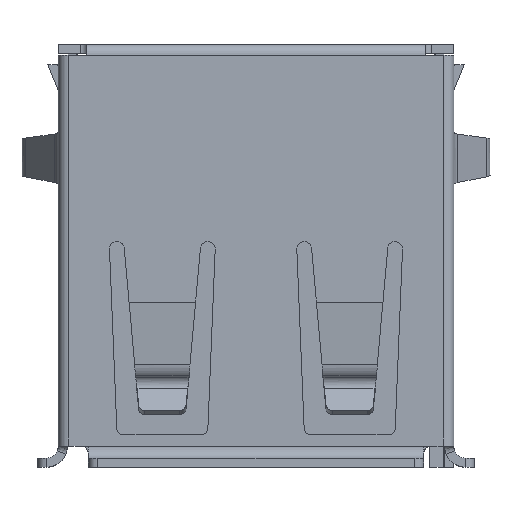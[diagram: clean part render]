
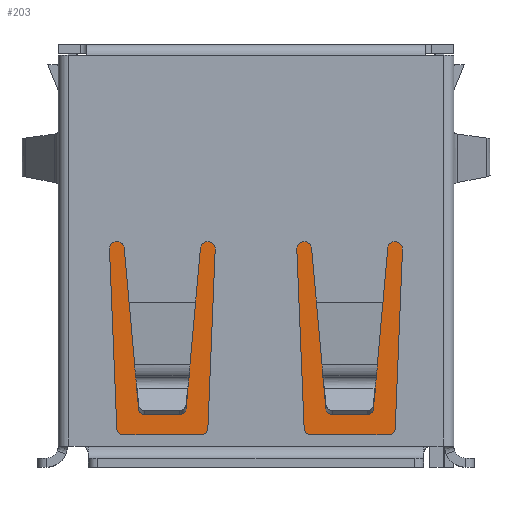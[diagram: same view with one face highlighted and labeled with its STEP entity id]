
A CAD part, top view. The second image highlights one B-rep face of the part: STEP entity #203.
In plain terms, the highlighted planar face has unit normal (0, 0, 1).
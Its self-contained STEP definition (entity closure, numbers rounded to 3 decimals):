
#163 = VERTEX_POINT ( 'NONE', #27977 ) ;
#203 = ADVANCED_FACE ( 'NONE', ( #42501 ), #29078, .T. ) ;
#4306 = EDGE_CURVE ( 'NONE', #163, #18085, #22036, .T. ) ;
#4722 = DIRECTION ( 'NONE',  ( 1., 0., 0. ) ) ;
#6869 = ORIENTED_EDGE ( 'NONE', *, *, #43539, .T. ) ;
#7369 = CARTESIAN_POINT ( 'NONE',  ( 5.35, -6.145, 2.11 ) ) ;
#9859 = LINE ( 'NONE', #24650, #27248 ) ;
#11558 = CARTESIAN_POINT ( 'NONE',  ( -5.35, -6.745, 2.11 ) ) ;
#14509 = DIRECTION ( 'NONE',  ( 0., -1., 0. ) ) ;
#16067 = EDGE_CURVE ( 'NONE', #163, #33347, #17953, .T. ) ;
#17420 = CARTESIAN_POINT ( 'NONE',  ( -5.35, -6.145, 2.11 ) ) ;
#17953 = LINE ( 'NONE', #35226, #40978 ) ;
#18085 = VERTEX_POINT ( 'NONE', #17420 ) ;
#18111 = VECTOR ( 'NONE', #14509, 1000. ) ;
#21572 = ORIENTED_EDGE ( 'NONE', *, *, #4306, .T. ) ;
#22036 = LINE ( 'NONE', #11558, #18111 ) ;
#22269 = CARTESIAN_POINT ( 'NONE',  ( -5.55, -6.745, 2.11 ) ) ;
#22556 = DIRECTION ( 'NONE',  ( 1., 0., 0. ) ) ;
#22725 = DIRECTION ( 'NONE',  ( 1., 0., 0. ) ) ;
#23236 = CARTESIAN_POINT ( 'NONE',  ( 5.35, 1.705, 2.11 ) ) ;
#24650 = CARTESIAN_POINT ( 'NONE',  ( 5.35, -6.745, 2.11 ) ) ;
#25515 = ORIENTED_EDGE ( 'NONE', *, *, #16067, .F. ) ;
#25992 = LINE ( 'NONE', #26437, #35258 ) ;
#26437 = CARTESIAN_POINT ( 'NONE',  ( 5.33, -6.145, 2.11 ) ) ;
#27248 = VECTOR ( 'NONE', #41025, 1000. ) ;
#27527 = EDGE_LOOP ( 'NONE', ( #25515, #21572, #38419, #6869 ) ) ;
#27977 = CARTESIAN_POINT ( 'NONE',  ( -5.35, 1.705, 2.11 ) ) ;
#29078 = PLANE ( 'NONE',  #29082 ) ;
#29082 = AXIS2_PLACEMENT_3D ( 'NONE', #22269, #32718, #22725 ) ;
#32718 = DIRECTION ( 'NONE',  ( 0., 0., 1. ) ) ;
#33347 = VERTEX_POINT ( 'NONE', #23236 ) ;
#35226 = CARTESIAN_POINT ( 'NONE',  ( -5.55, 1.705, 2.11 ) ) ;
#35258 = VECTOR ( 'NONE', #22556, 1000. ) ;
#37841 = VERTEX_POINT ( 'NONE', #7369 ) ;
#38419 = ORIENTED_EDGE ( 'NONE', *, *, #38992, .T. ) ;
#38992 = EDGE_CURVE ( 'NONE', #18085, #37841, #25992, .T. ) ;
#40978 = VECTOR ( 'NONE', #4722, 1000. ) ;
#41025 = DIRECTION ( 'NONE',  ( 0., 1., 0. ) ) ;
#42501 = FACE_OUTER_BOUND ( 'NONE', #27527, .T. ) ;
#43539 = EDGE_CURVE ( 'NONE', #37841, #33347, #9859, .T. ) ;
